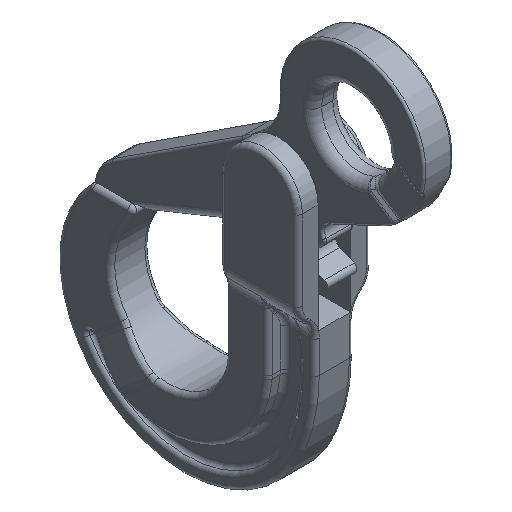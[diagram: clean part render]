
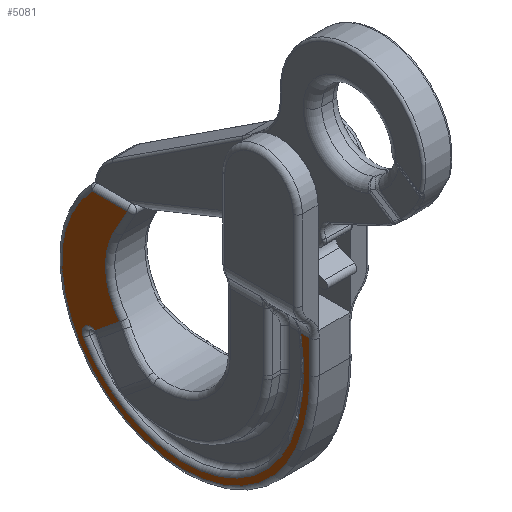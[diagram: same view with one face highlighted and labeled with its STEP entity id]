
A CAD part, isometric view. The second image highlights one B-rep face of the part: STEP entity #5081.
In plain terms, the highlighted planar face has unit normal (-1, 0, 0).
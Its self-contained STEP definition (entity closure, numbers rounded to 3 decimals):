
#4396=CARTESIAN_POINT('Vertex',(-8.5,63.91,-42.)) ;
#4403=CARTESIAN_POINT('Vertex',(-8.5,79.069,-42.)) ;
#4406=CARTESIAN_POINT('Line Origine',(-8.5,38.792,-42.)) ;
#4987=CARTESIAN_POINT('Axis2P3D Location',(-8.5,0.,0.)) ;
#4992=CARTESIAN_POINT('Axis2P3D Location',(-8.5,43.857,-66.879)) ;
#4996=CARTESIAN_POINT('Vertex',(-8.5,69.746,-52.528)) ;
#4998=CARTESIAN_POINT('Vertex',(-8.5,67.381,-84.846)) ;
#5001=CARTESIAN_POINT('Line Origine',(-8.5,66.828,-47.264)) ;
#5006=CARTESIAN_POINT('Axis2P3D Location',(-8.5,46.283,-74.266)) ;
#5010=CARTESIAN_POINT('Vertex',(-8.5,92.165,-77.564)) ;
#5013=CARTESIAN_POINT('Axis2P3D Location',(-8.5,39.8,-73.8)) ;
#5017=CARTESIAN_POINT('Vertex',(-8.5,-8.582,-94.181)) ;
#5020=CARTESIAN_POINT('Axis2P3D Location',(-8.5,63.3,-63.901)) ;
#5024=CARTESIAN_POINT('Vertex',(-8.5,-14.7,-63.901)) ;
#5027=CARTESIAN_POINT('Line Origine',(-8.5,-14.7,-56.921)) ;
#5031=CARTESIAN_POINT('Vertex',(-8.5,-14.7,-49.942)) ;
#5034=CARTESIAN_POINT('Line Origine',(-8.5,-12.699,-49.942)) ;
#5038=CARTESIAN_POINT('Vertex',(-8.5,-10.698,-49.942)) ;
#5041=CARTESIAN_POINT('Axis2P3D Location',(-8.5,63.3,-63.901)) ;
#5045=CARTESIAN_POINT('Vertex',(-8.5,-6.097,-93.134)) ;
#5048=CARTESIAN_POINT('Axis2P3D Location',(-8.5,39.8,-73.8)) ;
#5052=CARTESIAN_POINT('Vertex',(-8.5,83.011,-98.561)) ;
#5055=CARTESIAN_POINT('Axis2P3D Location',(-8.5,79.709,-96.669)) ;
#5059=CARTESIAN_POINT('Vertex',(-8.5,77.785,-93.386)) ;
#5062=CARTESIAN_POINT('Line Origine',(-8.5,72.583,-89.116)) ;
#4407=DIRECTION('Vector Direction',(0.,-1.,0.)) ;
#4988=DIRECTION('Axis2P3D Direction',(1.,0.,0.)) ;
#4989=DIRECTION('Axis2P3D XDirection',(0.,1.,0.)) ;
#4993=DIRECTION('Axis2P3D Direction',(1.,0.,0.)) ;
#5002=DIRECTION('Vector Direction',(0.,-0.485,0.875)) ;
#5007=DIRECTION('Axis2P3D Direction',(1.,0.,0.)) ;
#5014=DIRECTION('Axis2P3D Direction',(1.,0.,0.)) ;
#5021=DIRECTION('Axis2P3D Direction',(1.,0.,0.)) ;
#5028=DIRECTION('Vector Direction',(0.,0.,1.)) ;
#5035=DIRECTION('Vector Direction',(0.,-1.,0.)) ;
#5042=DIRECTION('Axis2P3D Direction',(1.,0.,0.)) ;
#5049=DIRECTION('Axis2P3D Direction',(1.,0.,0.)) ;
#5056=DIRECTION('Axis2P3D Direction',(1.,0.,0.)) ;
#5063=DIRECTION('Vector Direction',(0.,-0.773,0.634)) ;
#4990=AXIS2_PLACEMENT_3D('Plane Axis2P3D',#4987,#4988,#4989) ;
#4994=AXIS2_PLACEMENT_3D('Circle Axis2P3D',#4992,#4993,$) ;
#5008=AXIS2_PLACEMENT_3D('Circle Axis2P3D',#5006,#5007,$) ;
#5015=AXIS2_PLACEMENT_3D('Circle Axis2P3D',#5013,#5014,$) ;
#5022=AXIS2_PLACEMENT_3D('Circle Axis2P3D',#5020,#5021,$) ;
#5043=AXIS2_PLACEMENT_3D('Circle Axis2P3D',#5041,#5042,$) ;
#5050=AXIS2_PLACEMENT_3D('Circle Axis2P3D',#5048,#5049,$) ;
#5057=AXIS2_PLACEMENT_3D('Circle Axis2P3D',#5055,#5056,$) ;
#5068=ORIENTED_EDGE('',*,*,#5000,.F.) ;
#5069=ORIENTED_EDGE('',*,*,#5005,.F.) ;
#5070=ORIENTED_EDGE('',*,*,#4410,.F.) ;
#5071=ORIENTED_EDGE('',*,*,#5012,.F.) ;
#5072=ORIENTED_EDGE('',*,*,#5019,.F.) ;
#5073=ORIENTED_EDGE('',*,*,#5026,.F.) ;
#5074=ORIENTED_EDGE('',*,*,#5033,.F.) ;
#5075=ORIENTED_EDGE('',*,*,#5040,.T.) ;
#5076=ORIENTED_EDGE('',*,*,#5047,.T.) ;
#5077=ORIENTED_EDGE('',*,*,#5054,.T.) ;
#5078=ORIENTED_EDGE('',*,*,#5061,.T.) ;
#5079=ORIENTED_EDGE('',*,*,#5066,.T.) ;
#4408=VECTOR('Line Direction',#4407,1.) ;
#5003=VECTOR('Line Direction',#5002,1.) ;
#5029=VECTOR('Line Direction',#5028,1.) ;
#5036=VECTOR('Line Direction',#5035,1.) ;
#5064=VECTOR('Line Direction',#5063,1.) ;
#5081=ADVANCED_FACE('\X2\51434EF6672C9AD4\X0\',(#5080),#4991,.F.) ;
#4995=CIRCLE('generated circle',#4994,29.6) ;
#5009=CIRCLE('generated circle',#5008,46.) ;
#5016=CIRCLE('generated circle',#5015,52.5) ;
#5023=CIRCLE('generated circle',#5022,78.) ;
#5044=CIRCLE('generated circle',#5043,75.303) ;
#5051=CIRCLE('generated circle',#5050,49.803) ;
#5058=CIRCLE('generated circle',#5057,3.806) ;
#4410=EDGE_CURVE('',#4404,#4397,#4409,.T.) ;
#5000=EDGE_CURVE('',#4997,#4999,#4995,.F.) ;
#5005=EDGE_CURVE('',#4397,#4997,#5004,.F.) ;
#5012=EDGE_CURVE('',#5011,#4404,#5009,.T.) ;
#5019=EDGE_CURVE('',#5018,#5011,#5016,.T.) ;
#5026=EDGE_CURVE('',#5025,#5018,#5023,.T.) ;
#5033=EDGE_CURVE('',#5032,#5025,#5030,.F.) ;
#5040=EDGE_CURVE('',#5032,#5039,#5037,.F.) ;
#5047=EDGE_CURVE('',#5039,#5046,#5044,.T.) ;
#5054=EDGE_CURVE('',#5046,#5053,#5051,.T.) ;
#5061=EDGE_CURVE('',#5053,#5060,#5058,.T.) ;
#5066=EDGE_CURVE('',#5060,#4999,#5065,.T.) ;
#5067=EDGE_LOOP('',(#5068,#5069,#5070,#5071,#5072,#5073,#5074,#5075,#5076,#5077,#5078,#5079)) ;
#5080=FACE_OUTER_BOUND('',#5067,.T.) ;
#4409=LINE('Line',#4406,#4408) ;
#5004=LINE('Line',#5001,#5003) ;
#5030=LINE('Line',#5027,#5029) ;
#5037=LINE('Line',#5034,#5036) ;
#5065=LINE('Line',#5062,#5064) ;
#4991=PLANE('',#4990) ;
#4397=VERTEX_POINT('',#4396) ;
#4404=VERTEX_POINT('',#4403) ;
#4997=VERTEX_POINT('',#4996) ;
#4999=VERTEX_POINT('',#4998) ;
#5011=VERTEX_POINT('',#5010) ;
#5018=VERTEX_POINT('',#5017) ;
#5025=VERTEX_POINT('',#5024) ;
#5032=VERTEX_POINT('',#5031) ;
#5039=VERTEX_POINT('',#5038) ;
#5046=VERTEX_POINT('',#5045) ;
#5053=VERTEX_POINT('',#5052) ;
#5060=VERTEX_POINT('',#5059) ;
